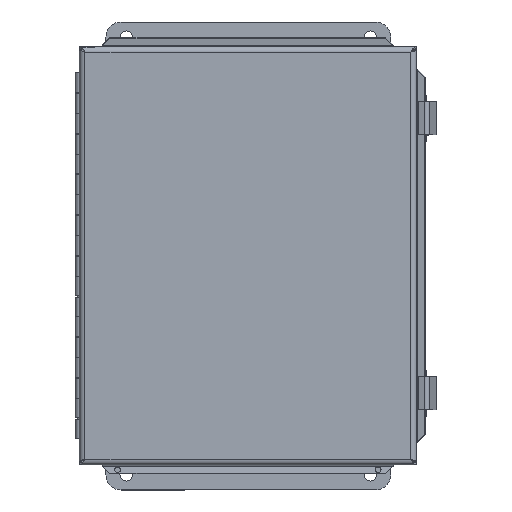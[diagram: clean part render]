
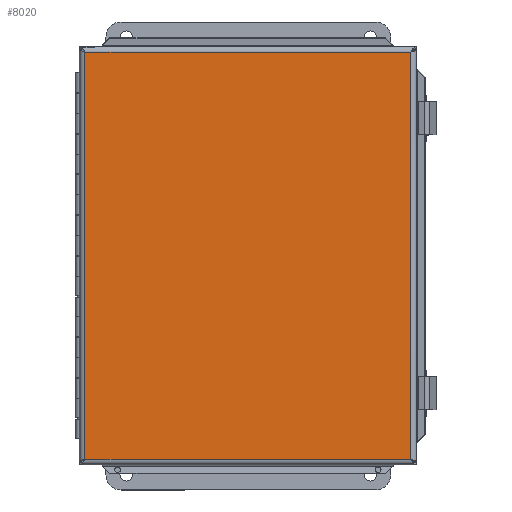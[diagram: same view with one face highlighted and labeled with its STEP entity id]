
A CAD part, top view. The second image highlights one B-rep face of the part: STEP entity #8020.
In plain terms, the highlighted planar face has unit normal (0, 0, 1).
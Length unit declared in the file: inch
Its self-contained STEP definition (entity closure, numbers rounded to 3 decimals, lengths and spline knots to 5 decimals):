
#816=PLANE('',#8831);
#1347=LINE('',#13216,#2140);
#1387=LINE('',#13484,#2180);
#1490=LINE('',#13884,#2283);
#1491=LINE('',#13886,#2284);
#2140=VECTOR('',#10203,0.3937);
#2180=VECTOR('',#10267,0.3937);
#2283=VECTOR('',#10538,0.3937);
#2284=VECTOR('',#10541,0.3937);
#2910=FACE_OUTER_BOUND('',#3395,.T.);
#3395=EDGE_LOOP('',(#7141,#7142,#7143,#7144));
#4093=VERTEX_POINT('',#12937);
#4124=VERTEX_POINT('',#13085);
#4152=VERTEX_POINT('',#13215);
#4172=VERTEX_POINT('',#13397);
#5057=EDGE_CURVE('',#4152,#4124,#1347,.T.);
#5108=EDGE_CURVE('',#4093,#4172,#1387,.T.);
#5241=EDGE_CURVE('',#4124,#4093,#1490,.T.);
#5242=EDGE_CURVE('',#4172,#4152,#1491,.T.);
#7141=ORIENTED_EDGE('',*,*,#5241,.T.);
#7142=ORIENTED_EDGE('',*,*,#5108,.T.);
#7143=ORIENTED_EDGE('',*,*,#5242,.T.);
#7144=ORIENTED_EDGE('',*,*,#5057,.T.);
#8020=ADVANCED_FACE('',(#2910),#816,.T.);
#8831=AXIS2_PLACEMENT_3D('',#13887,#10542,#10543);
#10203=DIRECTION('',(0.,-1.,0.));
#10267=DIRECTION('',(0.,1.,0.));
#10538=DIRECTION('',(1.,0.,0.));
#10541=DIRECTION('',(-1.,0.,0.));
#10542=DIRECTION('center_axis',(0.,0.,1.));
#10543=DIRECTION('ref_axis',(1.,0.,0.));
#12937=CARTESIAN_POINT('',(4.0035,-5.0035,0.059));
#13085=CARTESIAN_POINT('',(-4.0035,-5.0035,0.059));
#13215=CARTESIAN_POINT('',(-4.0035,5.0035,0.059));
#13216=CARTESIAN_POINT('',(-4.0035,2.50175,0.059));
#13397=CARTESIAN_POINT('',(4.0035,5.0035,0.059));
#13484=CARTESIAN_POINT('',(4.0035,-2.50175,0.059));
#13884=CARTESIAN_POINT('',(-2.00175,-5.0035,0.059));
#13886=CARTESIAN_POINT('',(2.00175,5.0035,0.059));
#13887=CARTESIAN_POINT('Origin',(0.,0.,0.059));
